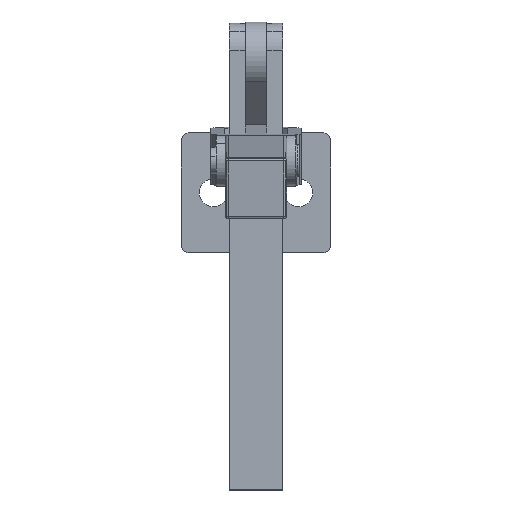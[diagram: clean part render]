
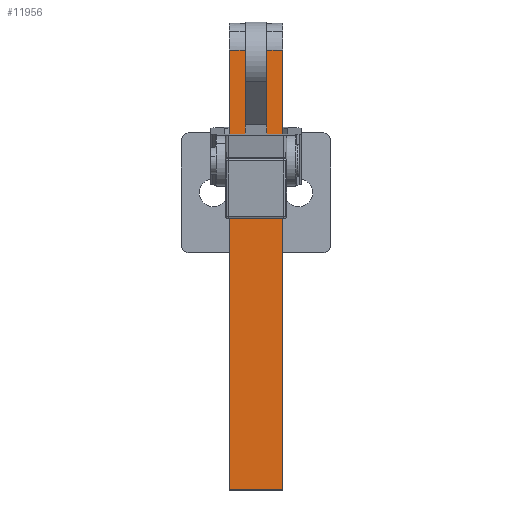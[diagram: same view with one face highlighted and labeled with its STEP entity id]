
A CAD part, top view. The second image highlights one B-rep face of the part: STEP entity #11956.
In plain terms, the highlighted planar face has unit normal (0, 0, 1).
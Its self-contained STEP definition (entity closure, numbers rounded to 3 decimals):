
#329=CARTESIAN_POINT('',(-12.654,81.616,74.038));
#330=VERTEX_POINT('',#329);
#355=CARTESIAN_POINT('',(-4.654,81.616,74.038));
#356=VERTEX_POINT('',#355);
#4843=CARTESIAN_POINT('',(-4.654,58.821,74.038));
#4844=VERTEX_POINT('',#4843);
#4858=CARTESIAN_POINT('',(-12.654,58.821,74.038));
#4859=VERTEX_POINT('',#4858);
#11734=CARTESIAN_POINT('',(-12.654,58.821,74.038));
#11735=DIRECTION('',(0.0,1.0,0.0));
#11736=VECTOR('',#11735,22.795);
#11737=LINE('',#11734,#11736);
#11738=EDGE_CURVE('',#4859,#330,#11737,.T.);
#11862=CARTESIAN_POINT('',(-4.654,81.616,74.038));
#11863=DIRECTION('',(0.0,-1.0,0.0));
#11864=VECTOR('',#11863,22.795);
#11865=LINE('',#11862,#11864);
#11866=EDGE_CURVE('',#356,#4844,#11865,.T.);
#11871=CARTESIAN_POINT('',(-18.654,97.748,74.038));
#11872=DIRECTION('',(0.0,0.0,1.0));
#11873=DIRECTION('',(0.0,-1.0,0.0));
#11874=AXIS2_PLACEMENT_3D('',#11871,#11872,#11873);
#11875=PLANE('',#11874);
#11876=CARTESIAN_POINT('',(-12.654,38.726,74.038));
#11877=VERTEX_POINT('',#11876);
#11878=CARTESIAN_POINT('',(-12.654,58.821,74.038));
#11879=DIRECTION('',(0.0,-1.0,0.0));
#11880=VECTOR('',#11879,20.095);
#11881=LINE('',#11878,#11880);
#11882=EDGE_CURVE('',#4859,#11877,#11881,.T.);
#11883=ORIENTED_EDGE('',*,*,#11882,.F.);
#11884=ORIENTED_EDGE('',*,*,#11738,.T.);
#11885=CARTESIAN_POINT('',(-12.654,87.748,74.038));
#11886=VERTEX_POINT('',#11885);
#11887=CARTESIAN_POINT('',(-12.654,87.748,74.038));
#11888=DIRECTION('',(0.0,-1.0,0.0));
#11889=VECTOR('',#11888,6.132);
#11890=LINE('',#11887,#11889);
#11891=EDGE_CURVE('',#11886,#330,#11890,.T.);
#11892=ORIENTED_EDGE('',*,*,#11891,.F.);
#11893=CARTESIAN_POINT('',(-18.654,87.748,74.038));
#11894=VERTEX_POINT('',#11893);
#11895=CARTESIAN_POINT('',(-18.654,87.748,74.038));
#11896=DIRECTION('',(1.0,0.0,0.0));
#11897=VECTOR('',#11896,6.);
#11898=LINE('',#11895,#11897);
#11899=EDGE_CURVE('',#11894,#11886,#11898,.T.);
#11900=ORIENTED_EDGE('',*,*,#11899,.F.);
#11901=CARTESIAN_POINT('',(-18.654,-77.252,74.038));
#11902=VERTEX_POINT('',#11901);
#11903=CARTESIAN_POINT('',(-18.654,87.748,74.038));
#11904=DIRECTION('',(0.0,-1.0,0.0));
#11905=VECTOR('',#11904,165.0);
#11906=LINE('',#11903,#11905);
#11907=EDGE_CURVE('',#11894,#11902,#11906,.T.);
#11908=ORIENTED_EDGE('',*,*,#11907,.T.);
#11909=CARTESIAN_POINT('',(1.346,-77.252,74.038));
#11910=VERTEX_POINT('',#11909);
#11911=CARTESIAN_POINT('',(-18.654,-77.252,74.038));
#11912=DIRECTION('',(1.0,0.0,0.0));
#11913=VECTOR('',#11912,20.);
#11914=LINE('',#11911,#11913);
#11915=EDGE_CURVE('',#11902,#11910,#11914,.T.);
#11916=ORIENTED_EDGE('',*,*,#11915,.T.);
#11917=CARTESIAN_POINT('',(1.346,87.748,74.038));
#11918=VERTEX_POINT('',#11917);
#11919=CARTESIAN_POINT('',(1.346,87.748,74.038));
#11920=DIRECTION('',(0.0,-1.0,0.0));
#11921=VECTOR('',#11920,165.0);
#11922=LINE('',#11919,#11921);
#11923=EDGE_CURVE('',#11918,#11910,#11922,.T.);
#11924=ORIENTED_EDGE('',*,*,#11923,.F.);
#11925=CARTESIAN_POINT('',(-4.654,87.748,74.038));
#11926=VERTEX_POINT('',#11925);
#11927=CARTESIAN_POINT('',(-4.654,87.748,74.038));
#11928=DIRECTION('',(1.0,0.0,0.0));
#11929=VECTOR('',#11928,6.);
#11930=LINE('',#11927,#11929);
#11931=EDGE_CURVE('',#11926,#11918,#11930,.T.);
#11932=ORIENTED_EDGE('',*,*,#11931,.F.);
#11933=CARTESIAN_POINT('',(-4.654,81.616,74.038));
#11934=DIRECTION('',(0.0,1.0,0.0));
#11935=VECTOR('',#11934,6.132);
#11936=LINE('',#11933,#11935);
#11937=EDGE_CURVE('',#356,#11926,#11936,.T.);
#11938=ORIENTED_EDGE('',*,*,#11937,.F.);
#11939=ORIENTED_EDGE('',*,*,#11866,.T.);
#11940=CARTESIAN_POINT('',(-4.654,38.726,74.038));
#11941=VERTEX_POINT('',#11940);
#11942=CARTESIAN_POINT('',(-4.654,38.726,74.038));
#11943=DIRECTION('',(0.0,1.0,0.0));
#11944=VECTOR('',#11943,20.095);
#11945=LINE('',#11942,#11944);
#11946=EDGE_CURVE('',#11941,#4844,#11945,.T.);
#11947=ORIENTED_EDGE('',*,*,#11946,.F.);
#11948=CARTESIAN_POINT('',(-12.654,38.726,74.038));
#11949=DIRECTION('',(1.0,0.0,0.0));
#11950=VECTOR('',#11949,8.);
#11951=LINE('',#11948,#11950);
#11952=EDGE_CURVE('',#11877,#11941,#11951,.T.);
#11953=ORIENTED_EDGE('',*,*,#11952,.F.);
#11954=EDGE_LOOP('',(#11883,#11884,#11892,#11900,#11908,#11916,#11924,#11932,#11938,#11939,#11947,#11953));
#11955=FACE_OUTER_BOUND('',#11954,.T.);
#11956=ADVANCED_FACE('',(#11955),#11875,.T.);
